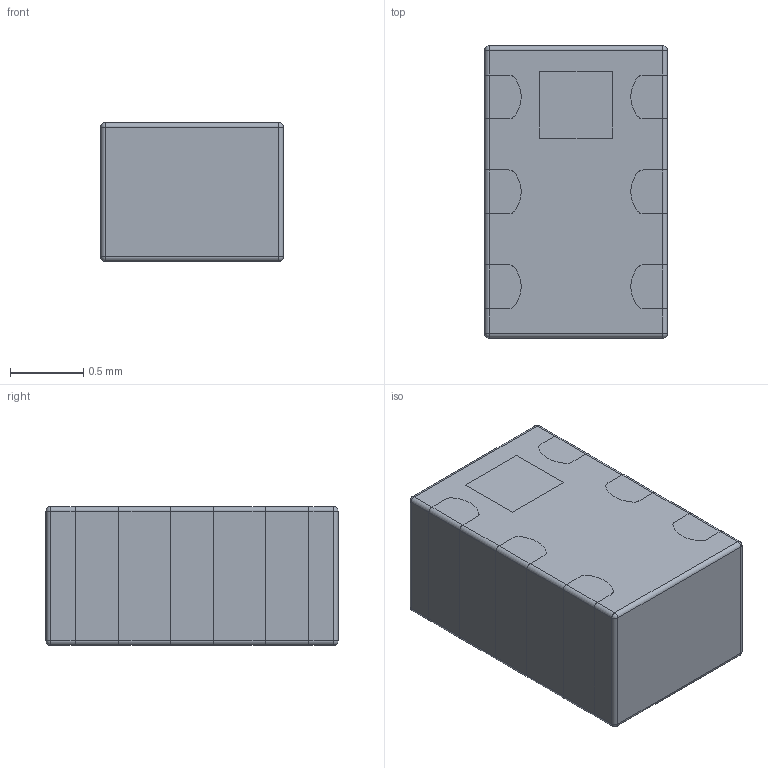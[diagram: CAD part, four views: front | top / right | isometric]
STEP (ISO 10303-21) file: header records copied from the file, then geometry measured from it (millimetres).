
FILE_DESCRIPTION(/* description */ (''),/* implementation_level */ '2;1');
FILE_NAME(/* name */ 'HHM1589D1.step',/* time_stamp */ '2023-11-05T21:07:16-08:00',/* author */ (''),/* organization */ (''),/* preprocessor_version */ 'ST-DEVELOPER v20',/* originating_system */ 'Autodesk Translation Framework v12.14.0.127',/* authorisation */ '');
FILE_SCHEMA (('AUTOMOTIVE_DESIGN { 1 0 10303 214 3 1 1 }'));
Length unit declared in the file: millimetre
Products named in the file (1): (Unsaved)
Bounding box: 1.25 x 2 x 0.95 mm (x, y, z)
Volume: 2.4 mm3; surface area: 19.5 mm2
Topology: 8 solids, 8 shells, 145 faces, 368 edges, 232 vertices
Faces by surface type: cylinder 72, plane 65, sphere 8
Entity records: 4513 total; most frequent: DIRECTION 796, CARTESIAN_POINT 738, ORIENTED_EDGE 720, EDGE_CURVE 360, AXIS2_PLACEMENT_3D 290, VERTEX_POINT 232, LINE 216, VECTOR 216
